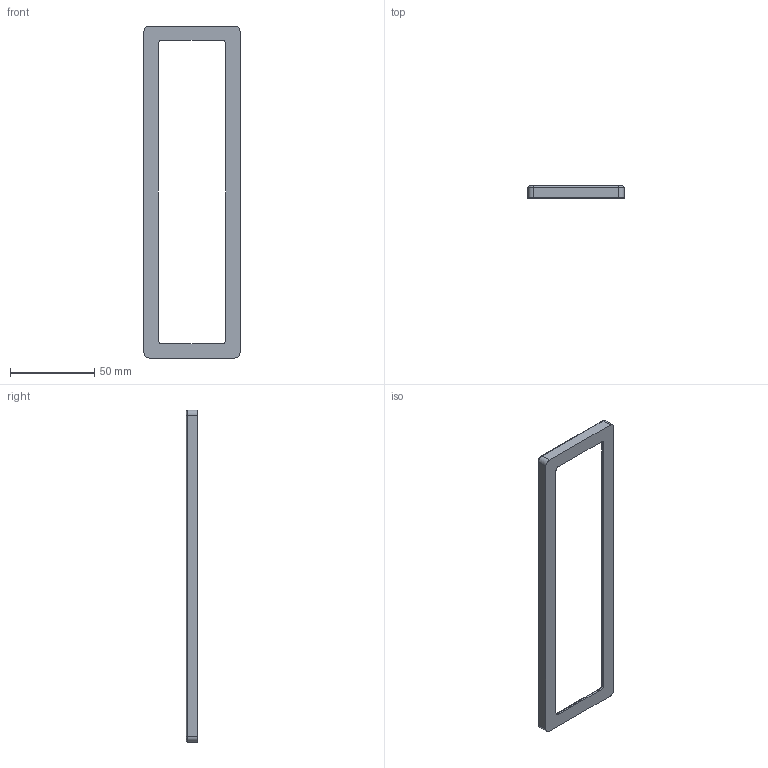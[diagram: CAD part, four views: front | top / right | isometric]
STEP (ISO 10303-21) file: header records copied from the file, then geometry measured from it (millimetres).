
FILE_DESCRIPTION(/* description */ (''),/* implementation_level */ '2;1');
FILE_NAME(/* name */ 'Case for ToolBox.stp',/* time_stamp */ '2024-11-06T21:41:34+03:00',/* author */ ('Makusimu'),/* organization */ (''),/* preprocessor_version */ 'ST-DEVELOPER v20',/* originating_system */ 'Autodesk Inventor 2025',/* authorisation */ '');
FILE_SCHEMA (('AUTOMOTIVE_DESIGN { 1 0 10303 214 3 1 1 }'));
Length unit declared in the file: millimetre
Products named in the file (1): Case for ToolBox
Bounding box: 57 x 7 x 197 mm (x, y, z)
Volume: 15188.7 mm3; surface area: 14133.1 mm2
Topology: 1 solids, 1 shells, 59 faces, 136 edges, 80 vertices
Faces by surface type: cylinder 28, torus 16, plane 15
Entity records: 1713 total; most frequent: DIRECTION 328, CARTESIAN_POINT 276, ORIENTED_EDGE 272, EDGE_CURVE 136, AXIS2_PLACEMENT_3D 132, VERTEX_POINT 80, CIRCLE 72, LINE 64
